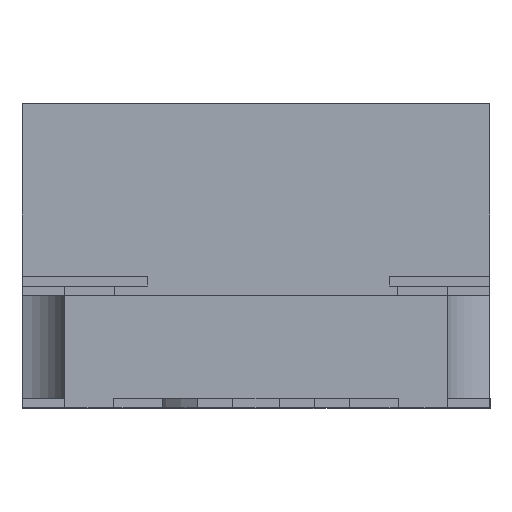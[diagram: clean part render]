
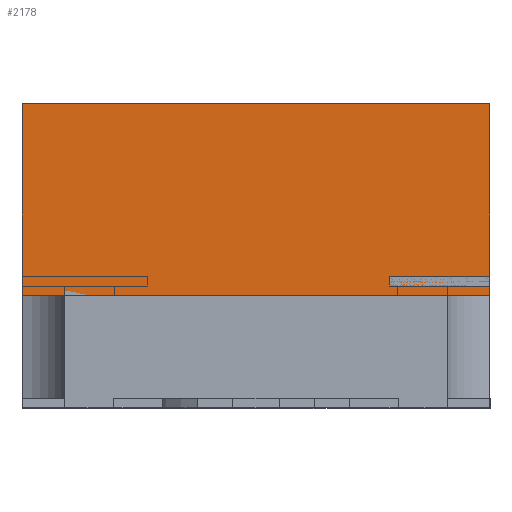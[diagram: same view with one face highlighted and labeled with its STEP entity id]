
A CAD part, top view. The second image highlights one B-rep face of the part: STEP entity #2178.
In plain terms, the highlighted planar face has unit normal (0, 0, 1).
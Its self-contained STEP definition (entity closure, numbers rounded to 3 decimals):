
#73 = EDGE_CURVE ( 'NONE', #2881, #769, #3404, .T. ) ;
#75 = EDGE_CURVE ( 'NONE', #2881, #2888, #3407, .T. ) ;
#77 = EDGE_CURVE ( 'NONE', #2888, #779, #3411, .T. ) ;
#78 = EDGE_CURVE ( 'NONE', #769, #779, #3397, .T. ) ;
#769 = VERTEX_POINT ( 'NONE', #1528 ) ;
#779 = VERTEX_POINT ( 'NONE', #1535 ) ;
#1117 = CARTESIAN_POINT ( 'NONE',  ( -0.5, 0.63, 0.5 ) ) ;
#1118 = DIRECTION ( 'NONE',  ( 0., -1., 0. ) ) ;
#1119 = CARTESIAN_POINT ( 'NONE',  ( -0.5, 0.22, 0.5 ) ) ;
#1121 = CARTESIAN_POINT ( 'NONE',  ( -0.5, 0.63, 0.5 ) ) ;
#1122 = DIRECTION ( 'NONE',  ( 1., 0., 0. ) ) ;
#1125 = CARTESIAN_POINT ( 'NONE',  ( 0.5, 0.63, 0.5 ) ) ;
#1126 = DIRECTION ( 'NONE',  ( 0., -1., 0. ) ) ;
#1128 = DIRECTION ( 'NONE',  ( 1., 0., 0. ) ) ;
#1528 = CARTESIAN_POINT ( 'NONE',  ( -0.5, 0.22, 0.5 ) ) ;
#1535 = CARTESIAN_POINT ( 'NONE',  ( 0.5, 0.22, 0.5 ) ) ;
#1962 = CARTESIAN_POINT ( 'NONE',  ( -0.5, 0.63, 0.5 ) ) ;
#1967 = PLANE ( 'NONE',  #2507 ) ;
#1972 = DIRECTION ( 'NONE',  ( 0., 0., -1. ) ) ;
#1973 = DIRECTION ( 'NONE',  ( -1., 0., 0. ) ) ;
#2178 = ADVANCED_FACE ( 'NONE', ( #3805 ), #1967, .F. ) ;
#2507 = AXIS2_PLACEMENT_3D ( 'NONE', #1962, #1972, #1973 ) ;
#2881 = VERTEX_POINT ( 'NONE', #4466 ) ;
#2888 = VERTEX_POINT ( 'NONE', #4472 ) ;
#2947 = ORIENTED_EDGE ( 'NONE', *, *, #75, .F. ) ;
#2962 = ORIENTED_EDGE ( 'NONE', *, *, #77, .F. ) ;
#3075 = ORIENTED_EDGE ( 'NONE', *, *, #73, .T. ) ;
#3085 = ORIENTED_EDGE ( 'NONE', *, *, #78, .T. ) ;
#3279 = EDGE_LOOP ( 'NONE', ( #3085, #2962, #2947, #3075 ) ) ;
#3397 = LINE ( 'NONE', #1119, #3413 ) ;
#3404 = LINE ( 'NONE', #1117, #3405 ) ;
#3405 = VECTOR ( 'NONE', #1118, 1000. ) ;
#3407 = LINE ( 'NONE', #1121, #3408 ) ;
#3408 = VECTOR ( 'NONE', #1122, 1000. ) ;
#3411 = LINE ( 'NONE', #1125, #3412 ) ;
#3412 = VECTOR ( 'NONE', #1126, 1000. ) ;
#3413 = VECTOR ( 'NONE', #1128, 1000. ) ;
#3805 = FACE_OUTER_BOUND ( 'NONE', #3279, .T. ) ;
#4466 = CARTESIAN_POINT ( 'NONE',  ( -0.5, 0.63, 0.5 ) ) ;
#4472 = CARTESIAN_POINT ( 'NONE',  ( 0.5, 0.63, 0.5 ) ) ;
